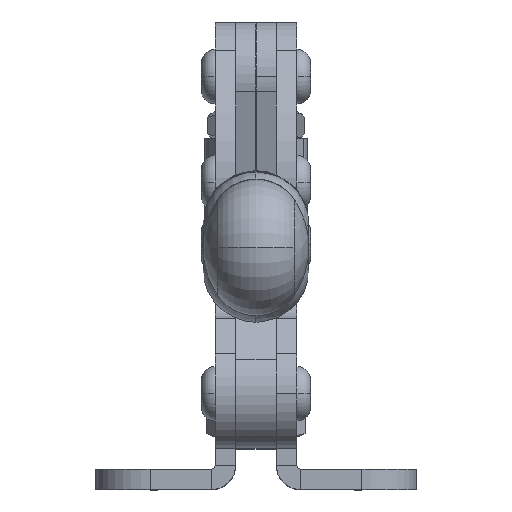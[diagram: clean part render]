
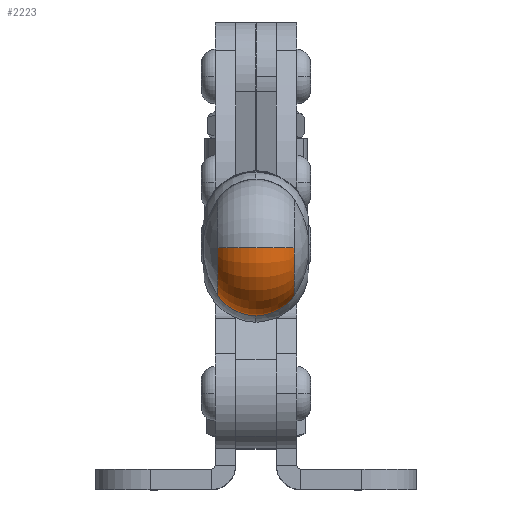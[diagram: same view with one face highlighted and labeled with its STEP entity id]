
A CAD part, top view. The second image highlights one B-rep face of the part: STEP entity #2223.
In plain terms, the highlighted toroidal (fillet/blend) face has major radius 3.25 mm and minor radius 6.75 mm.
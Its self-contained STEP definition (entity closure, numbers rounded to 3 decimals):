
#2223 = ADVANCED_FACE ( 'NONE', ( #24351 ), #24349, .T. ) ;
#4420 = DIRECTION ( 'NONE',  ( 1., 0., 0. ) ) ;
#4422 = CARTESIAN_POINT ( 'NONE',  ( 55., 0., 0. ) ) ;
#4428 = DIRECTION ( 'NONE',  ( 0., 0., 1. ) ) ;
#7958 = CIRCLE ( 'NONE', #13845, 7.045 ) ;
#7962 = CIRCLE ( 'NONE', #13846, 7.045 ) ;
#8066 = CIRCLE ( 'NONE', #13887, 6.75 ) ;
#8118 = CIRCLE ( 'NONE', #13932, 6.75 ) ;
#10689 = ORIENTED_EDGE ( 'NONE', *, *, #17543, .F. ) ;
#10690 = ORIENTED_EDGE ( 'NONE', *, *, #17616, .T. ) ;
#10691 = ORIENTED_EDGE ( 'NONE', *, *, #17544, .T. ) ;
#10692 = ORIENTED_EDGE ( 'NONE', *, *, #17664, .F. ) ;
#11004 = VERTEX_POINT ( 'NONE', #23088 ) ;
#11006 = VERTEX_POINT ( 'NONE', #23090 ) ;
#11007 = VERTEX_POINT ( 'NONE', #23091 ) ;
#11014 = VERTEX_POINT ( 'NONE', #23098 ) ;
#13845 = AXIS2_PLACEMENT_3D ( 'NONE', #28451, #28452, #28453 ) ;
#13846 = AXIS2_PLACEMENT_3D ( 'NONE', #28456, #28457, #28458 ) ;
#13887 = AXIS2_PLACEMENT_3D ( 'NONE', #28641, #28642, #28643 ) ;
#13932 = AXIS2_PLACEMENT_3D ( 'NONE', #14689, #14690, #14691 ) ;
#14689 = CARTESIAN_POINT ( 'NONE',  ( 58.25, 0., 0. ) ) ;
#14690 = DIRECTION ( 'NONE',  ( 0., -1., 0. ) ) ;
#14691 = DIRECTION ( 'NONE',  ( 0., 0., -1. ) ) ;
#17543 = EDGE_CURVE ( 'NONE', #11014, #11004, #7958, .T. ) ;
#17544 = EDGE_CURVE ( 'NONE', #11006, #11007, #7962, .T. ) ;
#17616 = EDGE_CURVE ( 'NONE', #11007, #11004, #8066, .T. ) ;
#17664 = EDGE_CURVE ( 'NONE', #11006, #11014, #8118, .T. ) ;
#19407 = AXIS2_PLACEMENT_3D ( 'NONE', #4422, #4428, #4420 ) ;
#20112 = EDGE_LOOP ( 'NONE', ( #10692, #10691, #10690, #10689 ) ) ;
#23088 = CARTESIAN_POINT ( 'NONE',  ( 55., 7.045, 5.582 ) ) ;
#23090 = CARTESIAN_POINT ( 'NONE',  ( 62.045, 0., -5.582 ) ) ;
#23091 = CARTESIAN_POINT ( 'NONE',  ( 55., 7.045, -5.582 ) ) ;
#23098 = CARTESIAN_POINT ( 'NONE',  ( 62.045, 0., 5.582 ) ) ;
#24349 = TOROIDAL_SURFACE ( 'NONE', #19407, 3.25, 6.75 ) ;
#24351 = FACE_OUTER_BOUND ( 'NONE', #20112, .T. ) ;
#28451 = CARTESIAN_POINT ( 'NONE',  ( 55., 0., 5.582 ) ) ;
#28452 = DIRECTION ( 'NONE',  ( 0., 0., 1. ) ) ;
#28453 = DIRECTION ( 'NONE',  ( 1., 0., 0. ) ) ;
#28456 = CARTESIAN_POINT ( 'NONE',  ( 55., 0., -5.582 ) ) ;
#28457 = DIRECTION ( 'NONE',  ( 0., 0., 1. ) ) ;
#28458 = DIRECTION ( 'NONE',  ( 1., 0., 0. ) ) ;
#28641 = CARTESIAN_POINT ( 'NONE',  ( 55., 3.25, 0. ) ) ;
#28642 = DIRECTION ( 'NONE',  ( 1., 0., 0. ) ) ;
#28643 = DIRECTION ( 'NONE',  ( 0., 0., -1. ) ) ;
